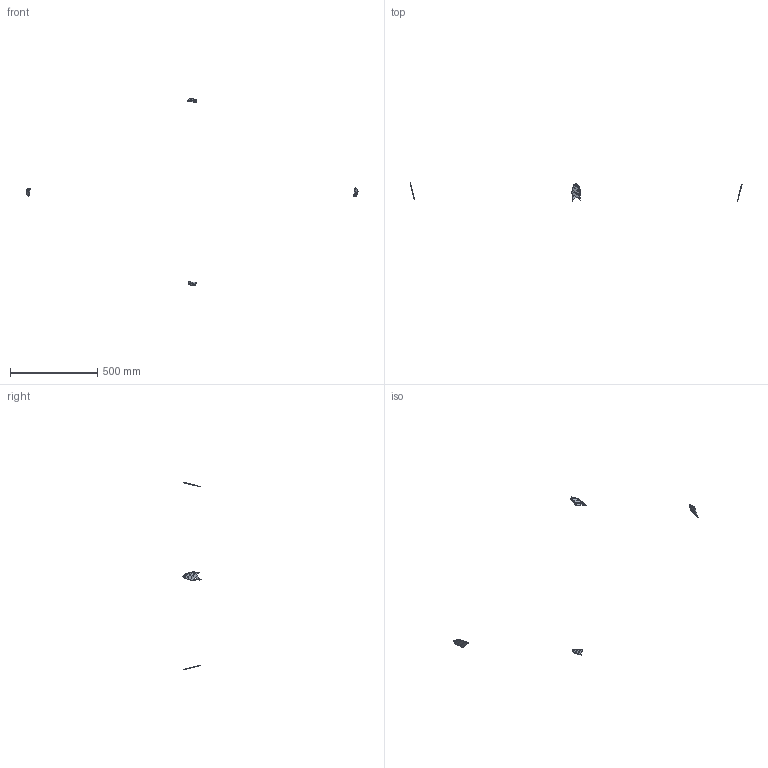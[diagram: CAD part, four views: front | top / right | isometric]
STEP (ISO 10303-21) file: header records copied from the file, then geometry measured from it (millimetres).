
FILE_DESCRIPTION (( 'STEP AP203' ), '1' );
FILE_NAME ('FEFULogo.STEP', '2019-01-26T13:25:29', ( '' ), ( '' ), 'SwSTEP 2.0', 'SolidWorks 2017', '' );
FILE_SCHEMA (( 'CONFIG_CONTROL_DESIGN' ));
Length unit declared in the file: millimetre
Products named in the file (1): FEFULogo
Bounding box: 1907.05 x 104.15 x 1076.63 mm (x, y, z)
Volume: 18446.5 mm3; surface area: 22045.5 mm2
Topology: 4 solids, 4 shells, 108 faces, 300 edges, 200 vertices
Faces by surface type: bspline 84, plane 24
Entity records: 3783 total; most frequent: CARTESIAN_POINT 1509, ORIENTED_EDGE 600, EDGE_CURVE 300, VERTEX_POINT 200, DIRECTION 182, B_SPLINE_CURVE_WITH_KNOTS 168, LINE 132, VECTOR 132
